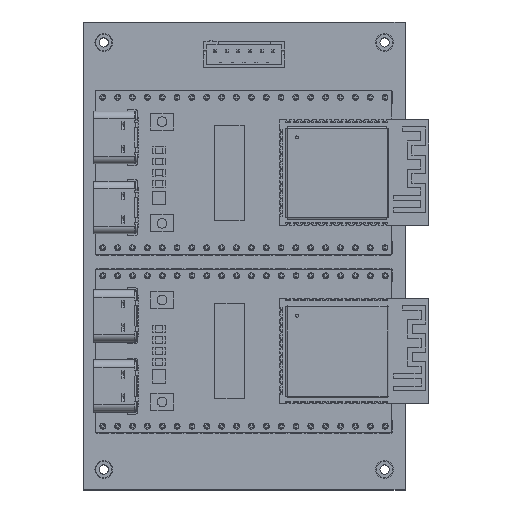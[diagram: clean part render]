
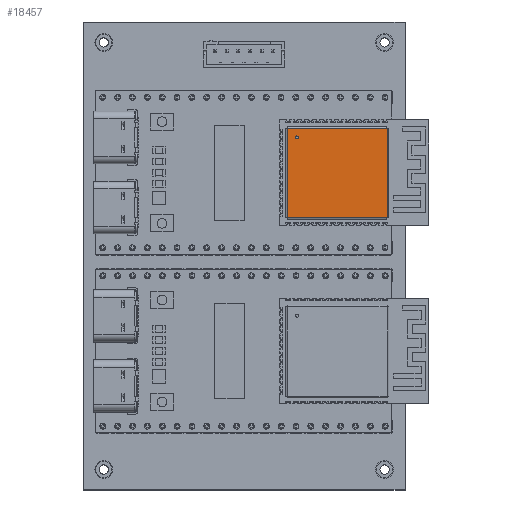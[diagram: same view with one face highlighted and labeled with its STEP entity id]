
A CAD part, top view. The second image highlights one B-rep face of the part: STEP entity #18457.
In plain terms, the highlighted face is planar.
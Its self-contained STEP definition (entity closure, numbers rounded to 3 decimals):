
#17778 = VERTEX_POINT('',#17779);
#17779 = CARTESIAN_POINT('',(-6.,3.25,10.));
#17785 = EDGE_CURVE('',#17786,#17778,#17788,.T.);
#17786 = VERTEX_POINT('',#17787);
#17787 = CARTESIAN_POINT('',(-6.,3.25,9.5));
#17788 = CIRCLE('',#17789,0.25);
#17789 = AXIS2_PLACEMENT_3D('',#17790,#17791,#17792);
#17790 = CARTESIAN_POINT('',(-6.,3.25,9.75));
#17791 = DIRECTION('',(0.,1.,0.));
#17792 = DIRECTION('',(0.,-0.,1.));
#17828 = VERTEX_POINT('',#17829);
#17829 = CARTESIAN_POINT('',(7.749,3.25,11.429));
#17836 = EDGE_CURVE('',#17828,#17837,#17839,.T.);
#17837 = VERTEX_POINT('',#17838);
#17838 = CARTESIAN_POINT('',(7.729,3.25,11.429));
#17839 = LINE('',#17840,#17841);
#17840 = CARTESIAN_POINT('',(8.,3.25,11.429));
#17841 = VECTOR('',#17842,1.);
#17842 = DIRECTION('',(-1.,0.,0.));
#17949 = VERTEX_POINT('',#17950);
#17950 = CARTESIAN_POINT('',(7.729,3.25,-5.629));
#17956 = EDGE_CURVE('',#17949,#17957,#17959,.T.);
#17957 = VERTEX_POINT('',#17958);
#17958 = CARTESIAN_POINT('',(7.749,3.25,-5.629));
#17959 = LINE('',#17960,#17961);
#17960 = CARTESIAN_POINT('',(8.,3.25,-5.629));
#17961 = VECTOR('',#17962,1.);
#17962 = DIRECTION('',(1.,-0.,-0.));
#17998 = VERTEX_POINT('',#17999);
#17999 = CARTESIAN_POINT('',(7.729,3.25,-5.649));
#18006 = EDGE_CURVE('',#17998,#17949,#18007,.T.);
#18007 = LINE('',#18008,#18009);
#18008 = CARTESIAN_POINT('',(7.729,3.25,-5.629));
#18009 = VECTOR('',#18010,1.);
#18010 = DIRECTION('',(-0.,-0.,1.));
#18110 = VERTEX_POINT('',#18111);
#18111 = CARTESIAN_POINT('',(-7.529,3.25,-5.629));
#18117 = EDGE_CURVE('',#18110,#18118,#18120,.T.);
#18118 = VERTEX_POINT('',#18119);
#18119 = CARTESIAN_POINT('',(-7.529,3.25,-5.649));
#18120 = LINE('',#18121,#18122);
#18121 = CARTESIAN_POINT('',(-7.529,3.25,-5.629));
#18122 = VECTOR('',#18123,1.);
#18123 = DIRECTION('',(0.,0.,-1.));
#18159 = VERTEX_POINT('',#18160);
#18160 = CARTESIAN_POINT('',(-7.549,3.25,-5.629));
#18167 = EDGE_CURVE('',#18159,#18110,#18168,.T.);
#18168 = LINE('',#18169,#18170);
#18169 = CARTESIAN_POINT('',(-7.529,3.25,-5.629));
#18170 = VECTOR('',#18171,1.);
#18171 = DIRECTION('',(1.,-0.,-0.));
#18271 = VERTEX_POINT('',#18272);
#18272 = CARTESIAN_POINT('',(-7.529,3.25,11.429));
#18278 = EDGE_CURVE('',#18271,#18279,#18281,.T.);
#18279 = VERTEX_POINT('',#18280);
#18280 = CARTESIAN_POINT('',(-7.549,3.25,11.429));
#18281 = LINE('',#18282,#18283);
#18282 = CARTESIAN_POINT('',(-7.529,3.25,11.429));
#18283 = VECTOR('',#18284,1.);
#18284 = DIRECTION('',(-1.,0.,0.));
#18320 = VERTEX_POINT('',#18321);
#18321 = CARTESIAN_POINT('',(-7.529,3.25,11.449));
#18328 = EDGE_CURVE('',#18320,#18271,#18329,.T.);
#18329 = LINE('',#18330,#18331);
#18330 = CARTESIAN_POINT('',(-7.529,3.25,11.7));
#18331 = VECTOR('',#18332,1.);
#18332 = DIRECTION('',(0.,0.,-1.));
#18430 = EDGE_CURVE('',#17837,#18431,#18433,.T.);
#18431 = VERTEX_POINT('',#18432);
#18432 = CARTESIAN_POINT('',(7.729,3.25,11.449));
#18433 = LINE('',#18434,#18435);
#18434 = CARTESIAN_POINT('',(7.729,3.25,11.7));
#18435 = VECTOR('',#18436,1.);
#18436 = DIRECTION('',(-0.,-0.,1.));
#18457 = ADVANCED_FACE('',(#18458,#18468),#18502,.F.);
#18458 = FACE_BOUND('',#18459,.T.);
#18459 = EDGE_LOOP('',(#18460,#18467));
#18460 = ORIENTED_EDGE('',*,*,#18461,.F.);
#18461 = EDGE_CURVE('',#17778,#17786,#18462,.T.);
#18462 = CIRCLE('',#18463,0.25);
#18463 = AXIS2_PLACEMENT_3D('',#18464,#18465,#18466);
#18464 = CARTESIAN_POINT('',(-6.,3.25,9.75));
#18465 = DIRECTION('',(0.,1.,0.));
#18466 = DIRECTION('',(0.,-0.,1.));
#18467 = ORIENTED_EDGE('',*,*,#17785,.F.);
#18468 = FACE_BOUND('',#18469,.T.);
#18469 = EDGE_LOOP('',(#18470,#18476,#18477,#18478,#18484,#18485,#18486,
    #18492,#18493,#18494,#18500,#18501));
#18470 = ORIENTED_EDGE('',*,*,#18471,.T.);
#18471 = EDGE_CURVE('',#17998,#18118,#18472,.T.);
#18472 = LINE('',#18473,#18474);
#18473 = CARTESIAN_POINT('',(0.,3.25,-5.649));
#18474 = VECTOR('',#18475,1.);
#18475 = DIRECTION('',(-1.,-0.,-0.));
#18476 = ORIENTED_EDGE('',*,*,#18117,.F.);
#18477 = ORIENTED_EDGE('',*,*,#18167,.F.);
#18478 = ORIENTED_EDGE('',*,*,#18479,.T.);
#18479 = EDGE_CURVE('',#18159,#18279,#18480,.T.);
#18480 = LINE('',#18481,#18482);
#18481 = CARTESIAN_POINT('',(-7.549,3.25,0.));
#18482 = VECTOR('',#18483,1.);
#18483 = DIRECTION('',(-0.,-0.,1.));
#18484 = ORIENTED_EDGE('',*,*,#18278,.F.);
#18485 = ORIENTED_EDGE('',*,*,#18328,.F.);
#18486 = ORIENTED_EDGE('',*,*,#18487,.T.);
#18487 = EDGE_CURVE('',#18320,#18431,#18488,.T.);
#18488 = LINE('',#18489,#18490);
#18489 = CARTESIAN_POINT('',(0.,3.25,11.449));
#18490 = VECTOR('',#18491,1.);
#18491 = DIRECTION('',(1.,-0.,-0.));
#18492 = ORIENTED_EDGE('',*,*,#18430,.F.);
#18493 = ORIENTED_EDGE('',*,*,#17836,.F.);
#18494 = ORIENTED_EDGE('',*,*,#18495,.T.);
#18495 = EDGE_CURVE('',#17828,#17957,#18496,.T.);
#18496 = LINE('',#18497,#18498);
#18497 = CARTESIAN_POINT('',(7.749,3.25,0.));
#18498 = VECTOR('',#18499,1.);
#18499 = DIRECTION('',(-0.,-0.,-1.));
#18500 = ORIENTED_EDGE('',*,*,#17956,.F.);
#18501 = ORIENTED_EDGE('',*,*,#18006,.F.);
#18502 = PLANE('',#18503);
#18503 = AXIS2_PLACEMENT_3D('',#18504,#18505,#18506);
#18504 = CARTESIAN_POINT('',(0.,3.25,0.));
#18505 = DIRECTION('',(0.,-1.,0.));
#18506 = DIRECTION('',(0.,-0.,-1.));
